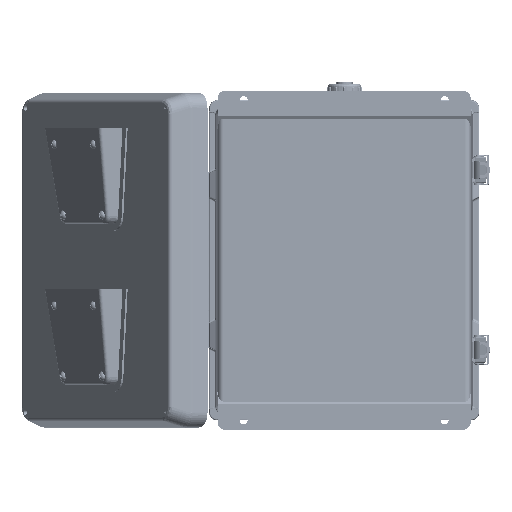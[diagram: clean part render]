
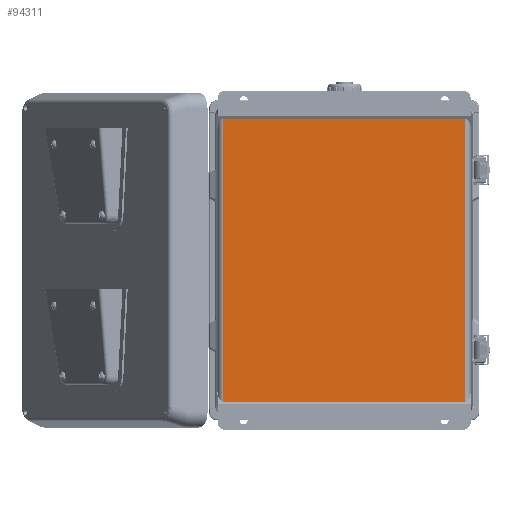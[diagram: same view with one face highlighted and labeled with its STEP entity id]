
A CAD part, front view. The second image highlights one B-rep face of the part: STEP entity #94311.
In plain terms, the highlighted planar face has unit normal (0, -1, 0).
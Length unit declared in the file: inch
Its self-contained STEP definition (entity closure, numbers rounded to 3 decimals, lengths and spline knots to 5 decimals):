
#15059 = CARTESIAN_POINT ( 'NONE',  ( 5.11811, 0.05906, -1.12591 ) ) ;
#15068 = DIRECTION ( 'NONE',  ( -1., 0., 0. ) ) ;
#15083 = CARTESIAN_POINT ( 'NONE',  ( -4.80523, 0.05906, -1.12591 ) ) ;
#15086 = DIRECTION ( 'NONE',  ( 0., 0., 1. ) ) ;
#15088 = CARTESIAN_POINT ( 'NONE',  ( 5.11811, 0.05906, -12.37803 ) ) ;
#15091 = DIRECTION ( 'NONE',  ( -1., 0., 0. ) ) ;
#15093 = CARTESIAN_POINT ( 'NONE',  ( 4.80523, 0.05906, -1.12591 ) ) ;
#15095 = DIRECTION ( 'NONE',  ( 0., 0., 1. ) ) ;
#16305 = LINE ( 'NONE', #15059, #16323 ) ;
#16323 = VECTOR ( 'NONE', #15068, 39.37008 ) ;
#16326 = LINE ( 'NONE', #15083, #16331 ) ;
#16329 = LINE ( 'NONE', #15088, #16338 ) ;
#16331 = VECTOR ( 'NONE', #15086, 39.37008 ) ;
#16334 = LINE ( 'NONE', #15093, #16343 ) ;
#16338 = VECTOR ( 'NONE', #15091, 39.37008 ) ;
#16343 = VECTOR ( 'NONE', #15095, 39.37008 ) ;
#28138 = AXIS2_PLACEMENT_3D ( 'NONE', #44180, #44190, #44192 ) ;
#40158 = FACE_OUTER_BOUND ( 'NONE', #122182, .T. ) ;
#44177 = PLANE ( 'NONE',  #28138 ) ;
#44180 = CARTESIAN_POINT ( 'NONE',  ( 5.11811, 0.05906, -1.12591 ) ) ;
#44190 = DIRECTION ( 'NONE',  ( 0., 1., 0. ) ) ;
#44192 = DIRECTION ( 'NONE',  ( 0., 0., 1. ) ) ;
#47619 = VERTEX_POINT ( 'NONE', #136209 ) ;
#47621 = VERTEX_POINT ( 'NONE', #136212 ) ;
#47623 = VERTEX_POINT ( 'NONE', #136214 ) ;
#47626 = VERTEX_POINT ( 'NONE', #136217 ) ;
#94311 = ADVANCED_FACE ( 'NONE', ( #40158 ), #44177, .F. ) ;
#100895 = EDGE_CURVE ( 'NONE', #47621, #47623, #16305, .T. ) ;
#100899 = EDGE_CURVE ( 'NONE', #47619, #47623, #16326, .T. ) ;
#100901 = EDGE_CURVE ( 'NONE', #47626, #47619, #16329, .T. ) ;
#100903 = EDGE_CURVE ( 'NONE', #47626, #47621, #16334, .T. ) ;
#113203 = ORIENTED_EDGE ( 'NONE', *, *, #100899, .F. ) ;
#113205 = ORIENTED_EDGE ( 'NONE', *, *, #100901, .F. ) ;
#113208 = ORIENTED_EDGE ( 'NONE', *, *, #100903, .T. ) ;
#113210 = ORIENTED_EDGE ( 'NONE', *, *, #100895, .T. ) ;
#122182 = EDGE_LOOP ( 'NONE', ( #113203, #113205, #113208, #113210 ) ) ;
#136209 = CARTESIAN_POINT ( 'NONE',  ( -4.80523, 0.05906, -12.37803 ) ) ;
#136212 = CARTESIAN_POINT ( 'NONE',  ( 4.80523, 0.05906, -1.12591 ) ) ;
#136214 = CARTESIAN_POINT ( 'NONE',  ( -4.80523, 0.05906, -1.12591 ) ) ;
#136217 = CARTESIAN_POINT ( 'NONE',  ( 4.80523, 0.05906, -12.37803 ) ) ;
